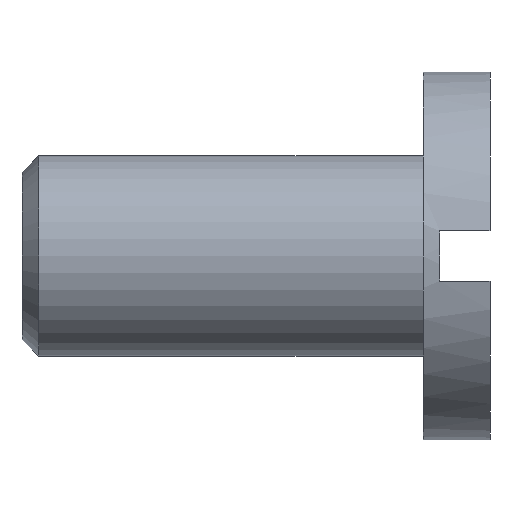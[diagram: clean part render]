
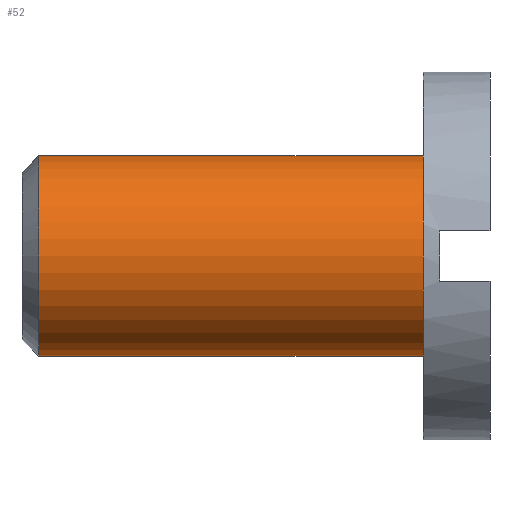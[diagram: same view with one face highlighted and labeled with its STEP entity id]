
A CAD part, left-side view. The second image highlights one B-rep face of the part: STEP entity #52.
In plain terms, the highlighted cylindrical face has radius 3 mm (diameter 6 mm), a partial arc.
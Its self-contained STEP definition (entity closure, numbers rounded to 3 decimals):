
#52=ADVANCED_FACE('',(#110),#111,.T.);
#110=FACE_OUTER_BOUND('',#173,.T.);
#111=CYLINDRICAL_SURFACE('',#174,3.0);
#173=EDGE_LOOP('',(#265,#266,#267,#268));
#174=AXIS2_PLACEMENT_3D('',#269,#270,#271);
#265=ORIENTED_EDGE('',*,*,#402,.F.);
#266=ORIENTED_EDGE('',*,*,#411,.T.);
#267=ORIENTED_EDGE('',*,*,#404,.T.);
#268=ORIENTED_EDGE('',*,*,#412,.F.);
#269=CARTESIAN_POINT('',(0.0,-11.078,0.0));
#270=DIRECTION('',(0.0,-1.0,-0.0));
#271=DIRECTION('',(0.0,0.0,-1.0));
#402=EDGE_CURVE('',#446,#486,#487,.T.);
#404=EDGE_CURVE('',#448,#488,#490,.T.);
#411=EDGE_CURVE('',#446,#448,#499,.T.);
#412=EDGE_CURVE('',#486,#488,#500,.T.);
#446=VERTEX_POINT('',#540);
#448=VERTEX_POINT('',#543);
#486=VERTEX_POINT('',#590);
#487=LINE('',#591,#592);
#488=VERTEX_POINT('',#593);
#490=LINE('',#595,#596);
#499=CIRCLE('',#607,3.0);
#500=CIRCLE('',#608,3.0);
#540=CARTESIAN_POINT('',(0.,13.5,3.0));
#543=CARTESIAN_POINT('',(0.0,13.5,-3.0));
#590=CARTESIAN_POINT('',(0.,2.0,3.0));
#591=CARTESIAN_POINT('',(0.,-11.078,3.0));
#592=VECTOR('',#694,1000.0);
#593=CARTESIAN_POINT('',(0.0,2.0,-3.0));
#595=CARTESIAN_POINT('',(0.0,-11.078,-3.0));
#596=VECTOR('',#698,1000.0);
#607=AXIS2_PLACEMENT_3D('',#707,#708,#709);
#608=AXIS2_PLACEMENT_3D('',#710,#711,#712);
#694=DIRECTION('',(-0.0,-1.0,-0.0));
#698=DIRECTION('',(-0.0,-1.0,-0.0));
#707=CARTESIAN_POINT('',(0.0,13.5,0.0));
#708=DIRECTION('',(0.0,-1.0,0.0));
#709=DIRECTION('',(0.0,0.0,1.0));
#710=CARTESIAN_POINT('',(0.0,2.0,0.0));
#711=DIRECTION('',(0.0,-1.0,-0.0));
#712=DIRECTION('',(0.0,0.0,-1.0));
